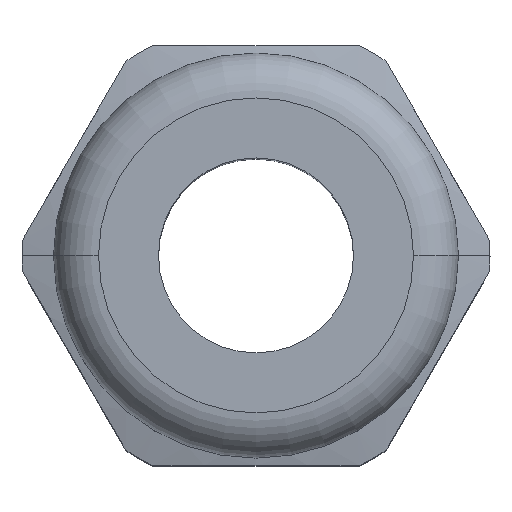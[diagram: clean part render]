
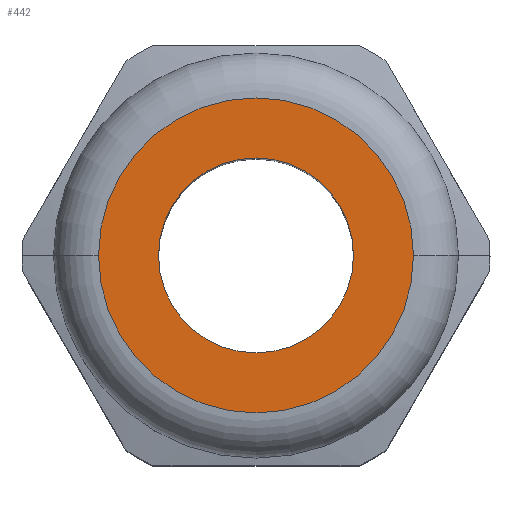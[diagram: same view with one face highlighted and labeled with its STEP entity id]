
A CAD part, top view. The second image highlights one B-rep face of the part: STEP entity #442.
In plain terms, the highlighted planar face has unit normal (0, 0, 1).
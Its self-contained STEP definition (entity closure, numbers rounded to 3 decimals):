
#22 = AXIS2_PLACEMENT_3D ( 'NONE', #289, #288, #287 ) ;
#23 = AXIS2_PLACEMENT_3D ( 'NONE', #292, #291, #290 ) ;
#79 = EDGE_CURVE ( 'NONE', #1020, #991, #407, .T. ) ;
#80 = EDGE_CURVE ( 'NONE', #1006, #990, #406, .T. ) ;
#172 = DIRECTION ( 'NONE',  ( 1., 0., 0. ) ) ;
#173 = DIRECTION ( 'NONE',  ( 0., 0., 1. ) ) ;
#174 = CARTESIAN_POINT ( 'NONE',  ( 0., 0., 23.5 ) ) ;
#175 = PLANE ( 'NONE',  #850 ) ;
#287 = DIRECTION ( 'NONE',  ( 1., 0., 0. ) ) ;
#288 = DIRECTION ( 'NONE',  ( 0., 0., 1. ) ) ;
#289 = CARTESIAN_POINT ( 'NONE',  ( 0., 0., 23.5 ) ) ;
#290 = DIRECTION ( 'NONE',  ( 1., 0., 0. ) ) ;
#291 = DIRECTION ( 'NONE',  ( 0., 0., 1. ) ) ;
#292 = CARTESIAN_POINT ( 'NONE',  ( 0., 0., 23.5 ) ) ;
#357 = CIRCLE ( 'NONE', #1562, 3.25 ) ;
#376 = CIRCLE ( 'NONE', #1608, 5.25 ) ;
#406 = CIRCLE ( 'NONE', #22, 3.25 ) ;
#407 = CIRCLE ( 'NONE', #23, 5.25 ) ;
#442 = ADVANCED_FACE ( 'NONE', ( #860, #852 ), #175, .T. ) ;
#505 = EDGE_CURVE ( 'NONE', #991, #1020, #376, .T. ) ;
#541 = EDGE_CURVE ( 'NONE', #990, #1006, #357, .T. ) ;
#576 = EDGE_LOOP ( 'NONE', ( #682, #680 ) ) ;
#577 = EDGE_LOOP ( 'NONE', ( #683, #679 ) ) ;
#679 = ORIENTED_EDGE ( 'NONE', *, *, #79, .T. ) ;
#680 = ORIENTED_EDGE ( 'NONE', *, *, #541, .F. ) ;
#682 = ORIENTED_EDGE ( 'NONE', *, *, #80, .F. ) ;
#683 = ORIENTED_EDGE ( 'NONE', *, *, #505, .T. ) ;
#850 = AXIS2_PLACEMENT_3D ( 'NONE', #174, #173, #172 ) ;
#852 = FACE_OUTER_BOUND ( 'NONE', #577, .T. ) ;
#860 = FACE_BOUND ( 'NONE', #576, .T. ) ;
#990 = VERTEX_POINT ( 'NONE', #1280 ) ;
#991 = VERTEX_POINT ( 'NONE', #1281 ) ;
#1006 = VERTEX_POINT ( 'NONE', #1296 ) ;
#1020 = VERTEX_POINT ( 'NONE', #1310 ) ;
#1234 = CARTESIAN_POINT ( 'NONE',  ( 0., 0., 23.5 ) ) ;
#1235 = DIRECTION ( 'NONE',  ( 0., 0., 1. ) ) ;
#1236 = DIRECTION ( 'NONE',  ( 1., 0., 0. ) ) ;
#1280 = CARTESIAN_POINT ( 'NONE',  ( -3.25, 0., 23.5 ) ) ;
#1281 = CARTESIAN_POINT ( 'NONE',  ( 5.25, 0., 23.5 ) ) ;
#1296 = CARTESIAN_POINT ( 'NONE',  ( 3.25, 0., 23.5 ) ) ;
#1310 = CARTESIAN_POINT ( 'NONE',  ( -5.25, 0., 23.5 ) ) ;
#1416 = DIRECTION ( 'NONE',  ( 1., 0., 0. ) ) ;
#1417 = DIRECTION ( 'NONE',  ( 0., 0., 1. ) ) ;
#1421 = CARTESIAN_POINT ( 'NONE',  ( 0., 0., 23.5 ) ) ;
#1562 = AXIS2_PLACEMENT_3D ( 'NONE', #1234, #1235, #1236 ) ;
#1608 = AXIS2_PLACEMENT_3D ( 'NONE', #1421, #1417, #1416 ) ;
